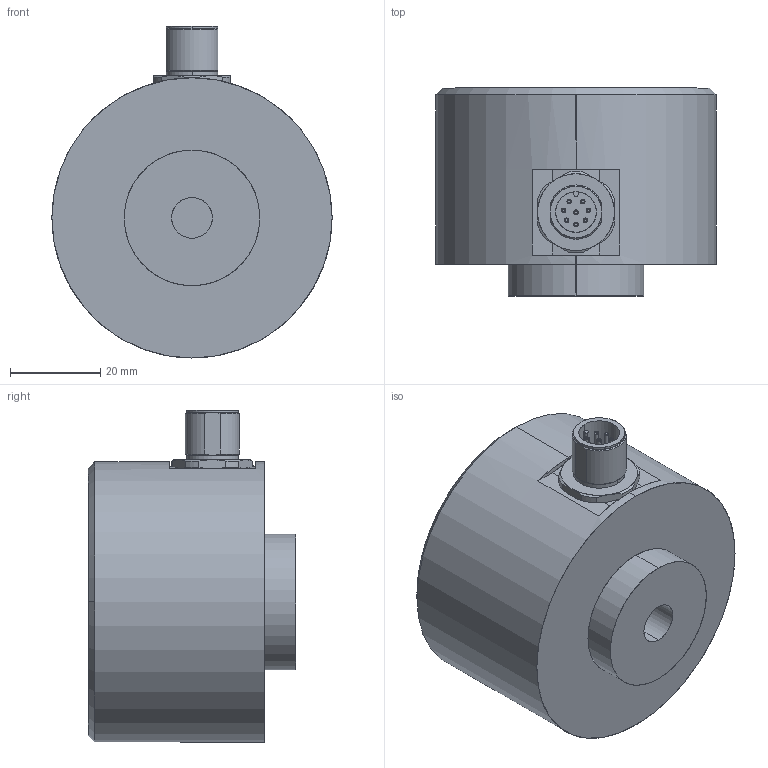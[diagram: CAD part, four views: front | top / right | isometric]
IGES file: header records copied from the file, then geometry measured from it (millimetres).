
Start section: SolidWorks IGES file using analytic representation for surfaces
Global section: file name: 02.102.004_Stand07102016_01.IGS; native system: SolidWorks 2016; preprocessor: SolidWorks 2016; author: Kerstin; date: 161007.102250; units: millimetre
Bounding box: 62 x 46 x 73.45 mm (x, y, z)
Surface area: 15460.1 mm2 (no closed solid volume)
Topology: 0 solids, 0 shells, 113 faces, 1438 edges, 1438 vertices
Faces by surface type: revolution 58, bspline 55
